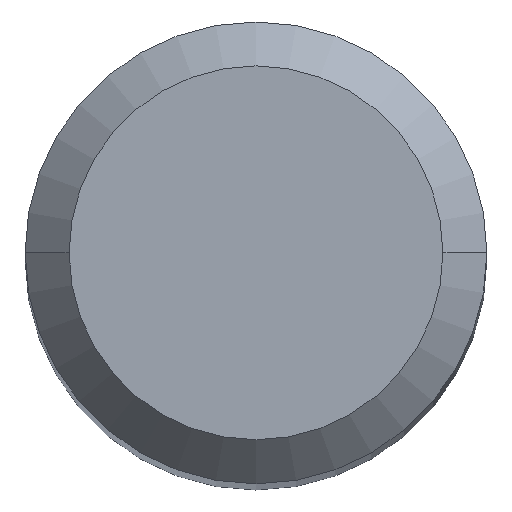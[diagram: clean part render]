
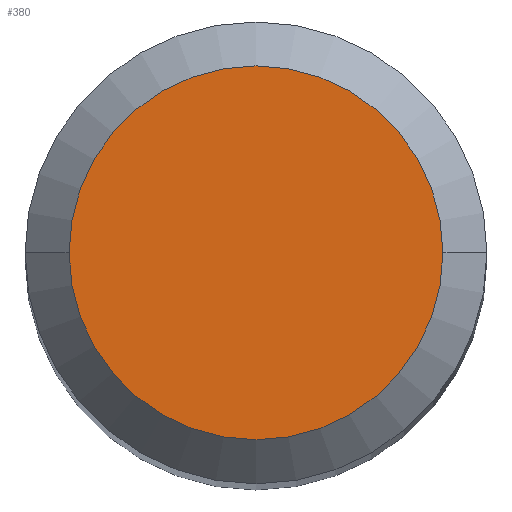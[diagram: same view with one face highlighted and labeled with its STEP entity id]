
A CAD part, top view. The second image highlights one B-rep face of the part: STEP entity #380.
In plain terms, the highlighted planar face has unit normal (0, 0, 1).
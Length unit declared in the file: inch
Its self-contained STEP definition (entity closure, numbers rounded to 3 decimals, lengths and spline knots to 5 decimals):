
#9 = AXIS2_PLACEMENT_3D ( 'NONE', #279, #240, #425 ) ;
#17 = ORIENTED_EDGE ( 'NONE', *, *, #175, .T. ) ;
#31 = DIRECTION ( 'NONE',  ( 1., 0., 0. ) ) ;
#35 = DIRECTION ( 'NONE',  ( 1., 0., 0. ) ) ;
#60 = ORIENTED_EDGE ( 'NONE', *, *, #419, .T. ) ;
#68 = CARTESIAN_POINT ( 'NONE',  ( 0.06375, 0., 0. ) ) ;
#74 = PLANE ( 'NONE',  #9 ) ;
#142 = EDGE_LOOP ( 'NONE', ( #17, #60 ) ) ;
#175 = EDGE_CURVE ( 'NONE', #300, #188, #273, .T. ) ;
#188 = VERTEX_POINT ( 'NONE', #68 ) ;
#240 = DIRECTION ( 'NONE',  ( 0., 0., -1. ) ) ;
#248 = CARTESIAN_POINT ( 'NONE',  ( 0., 0., 0. ) ) ;
#268 = DIRECTION ( 'NONE',  ( 0., 0., 1. ) ) ;
#270 = CARTESIAN_POINT ( 'NONE',  ( 0., 0., 0. ) ) ;
#273 = CIRCLE ( 'NONE', #339, 0.06375 ) ;
#279 = CARTESIAN_POINT ( 'NONE',  ( 0., 0.06375, 0. ) ) ;
#281 = AXIS2_PLACEMENT_3D ( 'NONE', #248, #460, #35 ) ;
#300 = VERTEX_POINT ( 'NONE', #461 ) ;
#317 = FACE_OUTER_BOUND ( 'NONE', #142, .T. ) ;
#328 = CIRCLE ( 'NONE', #281, 0.06375 ) ;
#339 = AXIS2_PLACEMENT_3D ( 'NONE', #270, #268, #31 ) ;
#380 = ADVANCED_FACE ( 'NONE', ( #317 ), #74, .F. ) ;
#419 = EDGE_CURVE ( 'NONE', #188, #300, #328, .T. ) ;
#425 = DIRECTION ( 'NONE',  ( -1., 0., 0. ) ) ;
#460 = DIRECTION ( 'NONE',  ( 0., 0., 1. ) ) ;
#461 = CARTESIAN_POINT ( 'NONE',  ( -0.06375, 0., 0. ) ) ;
